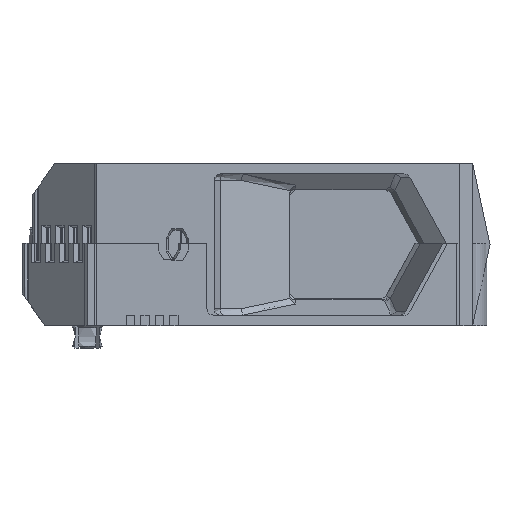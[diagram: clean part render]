
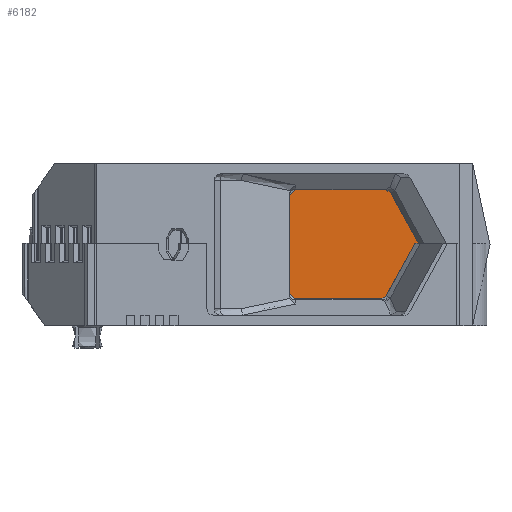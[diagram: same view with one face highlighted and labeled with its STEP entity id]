
A CAD part, left-side view. The second image highlights one B-rep face of the part: STEP entity #6182.
In plain terms, the highlighted planar face has unit normal (-1, 0, 0).
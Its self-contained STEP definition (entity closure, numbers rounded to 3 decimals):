
#1110=LINE('',#36453,#3163);
#1111=LINE('',#36456,#3164);
#1112=LINE('',#36460,#3165);
#1113=LINE('',#36476,#3166);
#3163=VECTOR('',#28788,1.);
#3164=VECTOR('',#28789,1.);
#3165=VECTOR('',#28792,1.);
#3166=VECTOR('',#28797,1.);
#5750=B_SPLINE_CURVE_WITH_KNOTS('',3,(#36464,#36465,#36466,#36467),.UNSPECIFIED.,
 .F.,.F.,(4,4),(0.,1.),.UNSPECIFIED.);
#5751=B_SPLINE_CURVE_WITH_KNOTS('',3,(#36469,#36470,#36471,#36472),.UNSPECIFIED.,
 .F.,.F.,(4,4),(0.,1.),.UNSPECIFIED.);
#6182=ADVANCED_FACE('',(#8353),#7652,.T.);
#7652=PLANE('',#26110);
#8353=FACE_OUTER_BOUND('',#9699,.T.);
#9699=EDGE_LOOP('',(#11491,#11492,#11493,#11494,#11495,#11496,#11497,#11498,
#11499,#11500));
#11491=ORIENTED_EDGE('',*,*,#21447,.T.);
#11492=ORIENTED_EDGE('',*,*,#21448,.F.);
#11493=ORIENTED_EDGE('',*,*,#21449,.F.);
#11494=ORIENTED_EDGE('',*,*,#21450,.T.);
#11495=ORIENTED_EDGE('',*,*,#21451,.F.);
#11496=ORIENTED_EDGE('',*,*,#21452,.T.);
#11497=ORIENTED_EDGE('',*,*,#21453,.F.);
#11498=ORIENTED_EDGE('',*,*,#21454,.T.);
#11499=ORIENTED_EDGE('',*,*,#21455,.F.);
#11500=ORIENTED_EDGE('',*,*,#21456,.T.);
#18996=VERTEX_POINT('',#36454);
#18997=VERTEX_POINT('',#36455);
#18998=VERTEX_POINT('',#36457);
#18999=VERTEX_POINT('',#36459);
#19000=VERTEX_POINT('',#36461);
#19001=VERTEX_POINT('',#36463);
#19002=VERTEX_POINT('',#36468);
#19003=VERTEX_POINT('',#36473);
#19004=VERTEX_POINT('',#36475);
#19005=VERTEX_POINT('',#36477);
#21447=EDGE_CURVE('',#18996,#18997,#1110,.T.);
#21448=EDGE_CURVE('',#18998,#18997,#1111,.T.);
#21449=EDGE_CURVE('',#18999,#18998,#25086,.T.);
#21450=EDGE_CURVE('',#18999,#19000,#1112,.T.);
#21451=EDGE_CURVE('',#19001,#19000,#25087,.T.);
#21452=EDGE_CURVE('',#19001,#19002,#5750,.T.);
#21453=EDGE_CURVE('',#19003,#19002,#5751,.T.);
#21454=EDGE_CURVE('',#19003,#19004,#25088,.T.);
#21455=EDGE_CURVE('',#19005,#19004,#1113,.T.);
#21456=EDGE_CURVE('',#19005,#18996,#25089,.T.);
#25086=CIRCLE('',#26106,1.);
#25087=CIRCLE('',#26107,1.);
#25088=CIRCLE('',#26108,1.);
#25089=CIRCLE('',#26109,1.);
#26106=AXIS2_PLACEMENT_3D('',#36458,#28790,#28791);
#26107=AXIS2_PLACEMENT_3D('',#36462,#28793,#28794);
#26108=AXIS2_PLACEMENT_3D('',#36474,#28795,#28796);
#26109=AXIS2_PLACEMENT_3D('',#36478,#28798,#28799);
#26110=AXIS2_PLACEMENT_3D('',#36479,#28800,#28801);
#28788=DIRECTION('',(0.,-0.48,0.877));
#28789=DIRECTION('',(0.,-0.48,-0.877));
#28790=DIRECTION('',(1.,0.,0.));
#28791=DIRECTION('',(0.,-1.,0.));
#28792=DIRECTION('',(0.,1.,0.));
#28793=DIRECTION('',(1.,0.,0.));
#28794=DIRECTION('',(0.,-1.,0.));
#28795=DIRECTION('',(-1.,0.,0.));
#28796=DIRECTION('',(0.,-1.,0.));
#28797=DIRECTION('',(0.,1.,0.));
#28798=DIRECTION('',(-1.,0.,0.));
#28799=DIRECTION('',(0.,-1.,0.));
#28800=DIRECTION('',(-1.,0.,0.));
#28801=DIRECTION('',(0.,0.,1.));
#36453=CARTESIAN_POINT('',(14.716,44.217,13.657));
#36454=CARTESIAN_POINT('',(14.716,49.168,4.62));
#36455=CARTESIAN_POINT('',(14.716,44.796,12.6));
#36456=CARTESIAN_POINT('',(14.716,44.217,11.543));
#36457=CARTESIAN_POINT('',(14.716,49.168,20.58));
#36458=CARTESIAN_POINT('',(14.716,50.045,20.1));
#36459=CARTESIAN_POINT('',(14.716,50.045,21.1));
#36460=CARTESIAN_POINT('',(14.716,54.891,21.1));
#36461=CARTESIAN_POINT('',(14.716,64.007,21.1));
#36462=CARTESIAN_POINT('',(14.716,64.007,20.1));
#36463=CARTESIAN_POINT('',(14.716,64.987,20.3));
#36464=CARTESIAN_POINT('',(14.716,64.987,20.3));
#36465=CARTESIAN_POINT('',(14.716,64.987,17.733));
#36466=CARTESIAN_POINT('',(14.716,64.987,15.167));
#36467=CARTESIAN_POINT('',(14.716,64.987,12.6));
#36468=CARTESIAN_POINT('',(14.716,64.987,12.6));
#36469=CARTESIAN_POINT('',(14.716,64.987,4.9));
#36470=CARTESIAN_POINT('',(14.716,64.987,7.467));
#36471=CARTESIAN_POINT('',(14.716,64.987,10.033));
#36472=CARTESIAN_POINT('',(14.716,64.987,12.6));
#36473=CARTESIAN_POINT('',(14.716,64.987,4.9));
#36474=CARTESIAN_POINT('',(14.716,64.007,5.1));
#36475=CARTESIAN_POINT('',(14.716,64.007,4.1));
#36476=CARTESIAN_POINT('',(14.716,54.891,4.1));
#36477=CARTESIAN_POINT('',(14.716,50.045,4.1));
#36478=CARTESIAN_POINT('',(14.716,50.045,5.1));
#36479=CARTESIAN_POINT('',(14.716,42.287,12.6));
